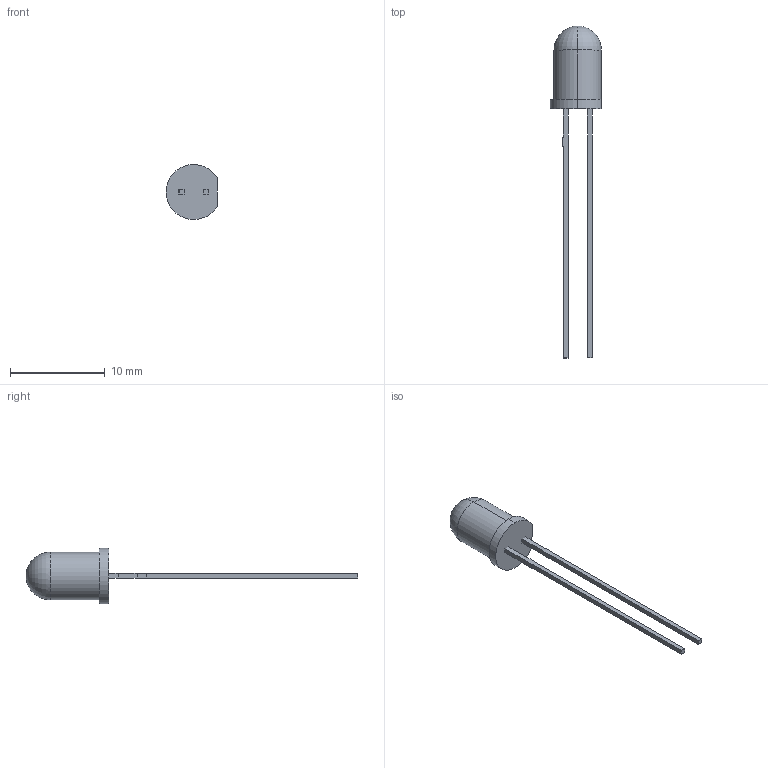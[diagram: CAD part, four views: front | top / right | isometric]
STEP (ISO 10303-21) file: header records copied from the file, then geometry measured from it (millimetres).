
FILE_DESCRIPTION (( 'STEP AP214' ), '1' );
FILE_NAME ('User Library-ledlavanderLED.STEP', '2018-03-25T10:37:30', ( '' ), ( '' ), 'SwSTEP 2.0', 'SolidWorks 2018', '' );
FILE_SCHEMA (( 'AUTOMOTIVE_DESIGN' ));
Length unit declared in the file: millimetre
Products named in the file (1): User Library-ledlavanderLED
Bounding box: 5.45 x 34.95 x 5.8 mm (x, y, z)
Volume: 176.6 mm3; surface area: 300.6 mm2
Topology: 2 solids, 2 shells, 68 faces, 178 edges, 116 vertices
Faces by surface type: plane 49, cylinder 11, bspline 3, cone 3, torus 2
Entity records: 3217 total; most frequent: CARTESIAN_POINT 757, ORIENTED_EDGE 352, DIRECTION 330, EDGE_CURVE 176, VECTOR 136, LINE 136, VERTEX_POINT 116, AXIS2_PLACEMENT_3D 97
